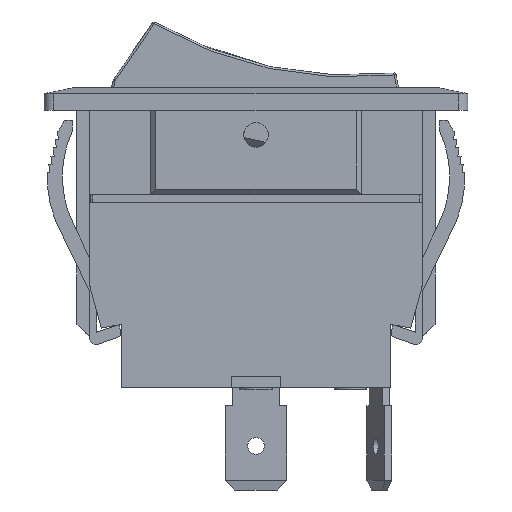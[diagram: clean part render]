
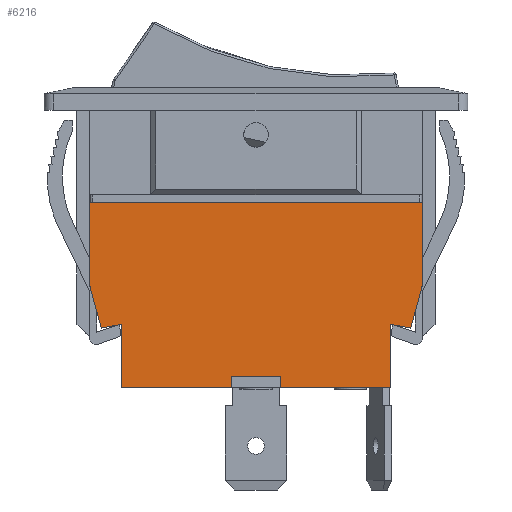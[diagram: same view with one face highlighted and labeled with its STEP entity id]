
A CAD part, front view. The second image highlights one B-rep face of the part: STEP entity #6216.
In plain terms, the highlighted planar face has unit normal (0, -1, 0).
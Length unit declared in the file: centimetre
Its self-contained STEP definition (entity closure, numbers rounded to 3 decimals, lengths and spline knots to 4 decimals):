
#141=PLANE('',#6634);
#523=FACE_OUTER_BOUND('',#875,.T.);
#875=EDGE_LOOP('',(#5054,#5055,#5056,#5057,#5058,#5059,#5060,#5061,#5062,
#5063,#5064,#5065,#5066,#5067));
#1410=LINE('',#9637,#2162);
#1435=LINE('',#9688,#2187);
#1438=LINE('',#9693,#2190);
#1456=LINE('',#9731,#2208);
#1460=LINE('',#9738,#2212);
#1461=LINE('',#9740,#2213);
#1484=LINE('',#9789,#2236);
#1500=LINE('',#9816,#2252);
#1522=LINE('',#9862,#2274);
#1525=LINE('',#9867,#2277);
#1528=LINE('',#9872,#2280);
#1530=LINE('',#9875,#2282);
#1532=LINE('',#9881,#2284);
#1533=LINE('',#9882,#2285);
#2162=VECTOR('',#7486,1.);
#2187=VECTOR('',#7529,1.);
#2190=VECTOR('',#7534,1.);
#2208=VECTOR('',#7558,1.);
#2212=VECTOR('',#7564,1.);
#2213=VECTOR('',#7567,1.);
#2236=VECTOR('',#7608,1.);
#2252=VECTOR('',#7624,1.);
#2274=VECTOR('',#7672,1.);
#2277=VECTOR('',#7677,1.);
#2280=VECTOR('',#7682,1.);
#2282=VECTOR('',#7686,1.);
#2284=VECTOR('',#7690,1.);
#2285=VECTOR('',#7691,1.);
#2908=VERTEX_POINT('',#9634);
#2909=VERTEX_POINT('',#9636);
#2926=VERTEX_POINT('',#9687);
#2927=VERTEX_POINT('',#9691);
#2943=VERTEX_POINT('',#9728);
#2944=VERTEX_POINT('',#9730);
#2945=VERTEX_POINT('',#9734);
#2946=VERTEX_POINT('',#9736);
#2963=VERTEX_POINT('',#9788);
#2974=VERTEX_POINT('',#9814);
#2985=VERTEX_POINT('',#9861);
#2986=VERTEX_POINT('',#9865);
#2987=VERTEX_POINT('',#9870);
#2990=VERTEX_POINT('',#9880);
#3614=EDGE_CURVE('',#2909,#2908,#1410,.T.);
#3639=EDGE_CURVE('',#2926,#2909,#1435,.T.);
#3642=EDGE_CURVE('',#2908,#2927,#1438,.T.);
#3660=EDGE_CURVE('',#2944,#2943,#1456,.T.);
#3664=EDGE_CURVE('',#2945,#2946,#1460,.T.);
#3665=EDGE_CURVE('',#2943,#2945,#1461,.T.);
#3688=EDGE_CURVE('',#2963,#2944,#1484,.T.);
#3704=EDGE_CURVE('',#2946,#2974,#1500,.T.);
#3726=EDGE_CURVE('',#2985,#2963,#1522,.T.);
#3729=EDGE_CURVE('',#2974,#2986,#1525,.T.);
#3732=EDGE_CURVE('',#2927,#2987,#1528,.T.);
#3734=EDGE_CURVE('',#2987,#2985,#1530,.T.);
#3736=EDGE_CURVE('',#2986,#2990,#1532,.T.);
#3737=EDGE_CURVE('',#2990,#2926,#1533,.T.);
#5054=ORIENTED_EDGE('',*,*,#3614,.T.);
#5055=ORIENTED_EDGE('',*,*,#3642,.T.);
#5056=ORIENTED_EDGE('',*,*,#3732,.T.);
#5057=ORIENTED_EDGE('',*,*,#3734,.T.);
#5058=ORIENTED_EDGE('',*,*,#3726,.T.);
#5059=ORIENTED_EDGE('',*,*,#3688,.T.);
#5060=ORIENTED_EDGE('',*,*,#3660,.T.);
#5061=ORIENTED_EDGE('',*,*,#3665,.T.);
#5062=ORIENTED_EDGE('',*,*,#3664,.T.);
#5063=ORIENTED_EDGE('',*,*,#3704,.T.);
#5064=ORIENTED_EDGE('',*,*,#3729,.T.);
#5065=ORIENTED_EDGE('',*,*,#3736,.T.);
#5066=ORIENTED_EDGE('',*,*,#3737,.T.);
#5067=ORIENTED_EDGE('',*,*,#3639,.T.);
#6216=ADVANCED_FACE('',(#523),#141,.T.);
#6634=AXIS2_PLACEMENT_3D('',#9879,#7688,#7689);
#7486=DIRECTION('',(-1.,0.,0.));
#7529=DIRECTION('',(0.,0.,1.));
#7534=DIRECTION('',(0.,0.,-1.));
#7558=DIRECTION('',(0.,0.,1.));
#7564=DIRECTION('',(0.,0.,-1.));
#7567=DIRECTION('',(1.,0.,0.));
#7608=DIRECTION('',(1.,0.,0.));
#7624=DIRECTION('',(1.,0.,0.));
#7672=DIRECTION('',(0.,0.,-1.));
#7677=DIRECTION('',(0.,0.,1.));
#7682=DIRECTION('',(0.268,0.,-0.964));
#7686=DIRECTION('',(0.981,0.,0.196));
#7688=DIRECTION('center_axis',(0.,-1.,0.));
#7689=DIRECTION('ref_axis',(0.,0.,1.));
#7690=DIRECTION('',(0.981,0.,-0.196));
#7691=DIRECTION('',(0.268,0.,0.964));
#9634=CARTESIAN_POINT('',(-1.7,-0.975,1.89));
#9636=CARTESIAN_POINT('',(1.7,-0.975,1.89));
#9637=CARTESIAN_POINT('',(2.1863,-0.975,1.89));
#9687=CARTESIAN_POINT('',(1.7,-0.975,1.06));
#9688=CARTESIAN_POINT('',(1.7,-0.975,0.06));
#9691=CARTESIAN_POINT('',(-1.7,-0.975,1.06));
#9693=CARTESIAN_POINT('',(-1.7,-0.975,0.06));
#9728=CARTESIAN_POINT('',(-0.25,-0.975,0.12));
#9730=CARTESIAN_POINT('',(-0.25,-0.975,0.));
#9731=CARTESIAN_POINT('',(-0.25,-0.975,0.03));
#9734=CARTESIAN_POINT('',(0.25,-0.975,0.12));
#9736=CARTESIAN_POINT('',(0.25,-0.975,0.));
#9738=CARTESIAN_POINT('',(0.25,-0.975,0.03));
#9740=CARTESIAN_POINT('',(0.85,-0.975,0.12));
#9788=CARTESIAN_POINT('',(-1.375,-0.975,0.));
#9789=CARTESIAN_POINT('',(1.7,-0.975,0.));
#9814=CARTESIAN_POINT('',(1.375,-0.975,0.));
#9816=CARTESIAN_POINT('',(1.7,-0.975,0.));
#9861=CARTESIAN_POINT('',(-1.375,-0.975,0.65));
#9862=CARTESIAN_POINT('',(-1.375,-0.975,0.03));
#9865=CARTESIAN_POINT('',(1.375,-0.975,0.65));
#9867=CARTESIAN_POINT('',(1.375,-0.975,0.03));
#9870=CARTESIAN_POINT('',(-1.575,-0.975,0.61));
#9872=CARTESIAN_POINT('',(-1.3868,-0.975,-0.0676));
#9875=CARTESIAN_POINT('',(0.0466,-0.975,0.9343));
#9879=CARTESIAN_POINT('Origin',(1.7,-0.975,0.06));
#9880=CARTESIAN_POINT('',(1.575,-0.975,0.61));
#9881=CARTESIAN_POINT('',(1.588,-0.975,0.6074));
#9882=CARTESIAN_POINT('',(1.5086,-0.975,0.3708));
